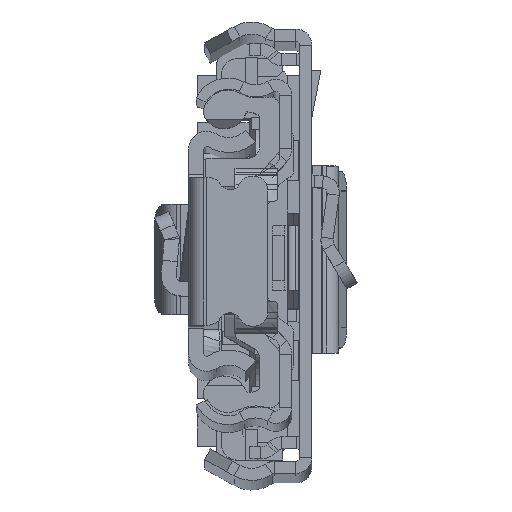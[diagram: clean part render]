
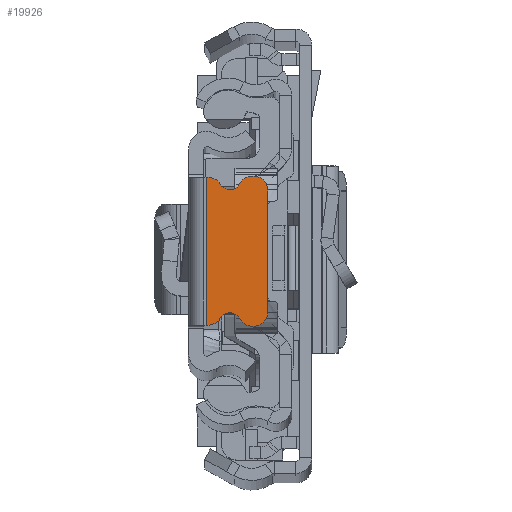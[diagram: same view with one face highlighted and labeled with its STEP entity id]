
A CAD part, top view. The second image highlights one B-rep face of the part: STEP entity #19926.
In plain terms, the highlighted planar face has unit normal (0, 0, 1).
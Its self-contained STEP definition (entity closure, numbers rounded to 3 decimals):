
#546 = DIRECTION ( 'NONE',  ( 0., 0., -1. ) ) ;
#1131 = CARTESIAN_POINT ( 'NONE',  ( -6.429, 6., 0. ) ) ;
#1991 = CARTESIAN_POINT ( 'NONE',  ( -7.929, 6., 0. ) ) ;
#2569 = DIRECTION ( 'NONE',  ( 1., 0., 0. ) ) ;
#2689 = CIRCLE ( 'NONE', #18443, 1.1 ) ;
#2793 = DIRECTION ( 'NONE',  ( 1., 0., 0. ) ) ;
#2998 = DIRECTION ( 'NONE',  ( 0., 0., 1. ) ) ;
#4155 = CIRCLE ( 'NONE', #5253, 1.5 ) ;
#4268 = CARTESIAN_POINT ( 'NONE',  ( -1.929, -7.37, 0. ) ) ;
#4311 = LINE ( 'NONE', #24435, #25686 ) ;
#4623 = CARTESIAN_POINT ( 'NONE',  ( -5.109, 6.713, 0. ) ) ;
#4910 = VERTEX_POINT ( 'NONE', #28979 ) ;
#4988 = LINE ( 'NONE', #8157, #12137 ) ;
#5253 = AXIS2_PLACEMENT_3D ( 'NONE', #31388, #17667, #25907 ) ;
#5518 = AXIS2_PLACEMENT_3D ( 'NONE', #16638, #13981, #2569 ) ;
#5789 = CIRCLE ( 'NONE', #10299, 1.1 ) ;
#5913 = FACE_OUTER_BOUND ( 'NONE', #29993, .T. ) ;
#6008 = AXIS2_PLACEMENT_3D ( 'NONE', #1131, #30850, #9249 ) ;
#6860 = DIRECTION ( 'NONE',  ( -1., 0., 0. ) ) ;
#6896 = CARTESIAN_POINT ( 'NONE',  ( -1.75, 7.37, 0. ) ) ;
#7293 = CARTESIAN_POINT ( 'NONE',  ( -3.206, -6.658, 0. ) ) ;
#8157 = CARTESIAN_POINT ( 'NONE',  ( -1.929, 7.37, 0. ) ) ;
#8325 = DIRECTION ( 'NONE',  ( 1., 0., 0. ) ) ;
#8377 = LINE ( 'NONE', #27333, #22264 ) ;
#9082 = EDGE_CURVE ( 'NONE', #10534, #18928, #4988, .T. ) ;
#9162 = CARTESIAN_POINT ( 'NONE',  ( -7.929, -6., 0. ) ) ;
#9249 = DIRECTION ( 'NONE',  ( -1., 0., 0. ) ) ;
#9675 = CARTESIAN_POINT ( 'NONE',  ( -4.142, -7.236, 0. ) ) ;
#9781 = ORIENTED_EDGE ( 'NONE', *, *, #20711, .T. ) ;
#9957 = ORIENTED_EDGE ( 'NONE', *, *, #19228, .T. ) ;
#10216 = EDGE_CURVE ( 'NONE', #18928, #18229, #4311, .T. ) ;
#10299 = AXIS2_PLACEMENT_3D ( 'NONE', #9675, #22990, #6860 ) ;
#10534 = VERTEX_POINT ( 'NONE', #15146 ) ;
#11022 = ORIENTED_EDGE ( 'NONE', *, *, #10216, .F. ) ;
#11048 = CARTESIAN_POINT ( 'NONE',  ( -1.929, -5.87, 0. ) ) ;
#11265 = VERTEX_POINT ( 'NONE', #1991 ) ;
#11631 = DIRECTION ( 'NONE',  ( 0., -1., 0. ) ) ;
#11700 = VECTOR ( 'NONE', #16628, 1000. ) ;
#12137 = VECTOR ( 'NONE', #8325, 1000. ) ;
#12735 = ORIENTED_EDGE ( 'NONE', *, *, #33780, .T. ) ;
#13392 = DIRECTION ( 'NONE',  ( 1., 0., 0. ) ) ;
#13436 = ORIENTED_EDGE ( 'NONE', *, *, #24760, .F. ) ;
#13748 = EDGE_CURVE ( 'NONE', #31354, #4910, #4155, .T. ) ;
#13981 = DIRECTION ( 'NONE',  ( 0., 0., 1. ) ) ;
#14039 = DIRECTION ( 'NONE',  ( 0., 0., 1. ) ) ;
#14100 = CARTESIAN_POINT ( 'NONE',  ( -4.142, 7.236, 0. ) ) ;
#14854 = ORIENTED_EDGE ( 'NONE', *, *, #33532, .T. ) ;
#15146 = CARTESIAN_POINT ( 'NONE',  ( -1.929, 7.37, 0. ) ) ;
#16628 = DIRECTION ( 'NONE',  ( -1., 0., 0. ) ) ;
#16638 = CARTESIAN_POINT ( 'NONE',  ( 542.771, 0., 0. ) ) ;
#16970 = DIRECTION ( 'NONE',  ( 0., -1., 0. ) ) ;
#17667 = DIRECTION ( 'NONE',  ( 0., 0., 1. ) ) ;
#18229 = VERTEX_POINT ( 'NONE', #19232 ) ;
#18443 = AXIS2_PLACEMENT_3D ( 'NONE', #14100, #546, #13392 ) ;
#18928 = VERTEX_POINT ( 'NONE', #6896 ) ;
#19228 = EDGE_CURVE ( 'NONE', #4910, #34496, #5789, .T. ) ;
#19232 = CARTESIAN_POINT ( 'NONE',  ( -1.75, -7.37, 0. ) ) ;
#19585 = CIRCLE ( 'NONE', #29690, 1.5 ) ;
#19926 = ADVANCED_FACE ( 'NONE', ( #5913 ), #27175, .T. ) ;
#20711 = EDGE_CURVE ( 'NONE', #34496, #33917, #19585, .T. ) ;
#21369 = LINE ( 'NONE', #29810, #11700 ) ;
#21490 = ORIENTED_EDGE ( 'NONE', *, *, #9082, .F. ) ;
#21514 = CARTESIAN_POINT ( 'NONE',  ( -3.206, 6.658, 0. ) ) ;
#21866 = CIRCLE ( 'NONE', #30892, 1.5 ) ;
#21946 = EDGE_CURVE ( 'NONE', #10534, #33352, #21866, .T. ) ;
#22264 = VECTOR ( 'NONE', #16970, 1000. ) ;
#22990 = DIRECTION ( 'NONE',  ( 0., 0., -1. ) ) ;
#23089 = ORIENTED_EDGE ( 'NONE', *, *, #13748, .T. ) ;
#23956 = VERTEX_POINT ( 'NONE', #4623 ) ;
#24435 = CARTESIAN_POINT ( 'NONE',  ( -1.75, 0., 0. ) ) ;
#24760 = EDGE_CURVE ( 'NONE', #18229, #33917, #21369, .T. ) ;
#25686 = VECTOR ( 'NONE', #11631, 1000. ) ;
#25907 = DIRECTION ( 'NONE',  ( 1., 0., 0. ) ) ;
#26801 = ORIENTED_EDGE ( 'NONE', *, *, #21946, .T. ) ;
#27175 = PLANE ( 'NONE',  #5518 ) ;
#27333 = CARTESIAN_POINT ( 'NONE',  ( -7.929, -6., 0. ) ) ;
#27701 = ORIENTED_EDGE ( 'NONE', *, *, #33342, .T. ) ;
#28979 = CARTESIAN_POINT ( 'NONE',  ( -5.109, -6.713, 0. ) ) ;
#29690 = AXIS2_PLACEMENT_3D ( 'NONE', #11048, #14039, #2793 ) ;
#29727 = DIRECTION ( 'NONE',  ( -1., 0., 0. ) ) ;
#29810 = CARTESIAN_POINT ( 'NONE',  ( -1.929, -7.37, 0. ) ) ;
#29993 = EDGE_LOOP ( 'NONE', ( #11022, #21490, #26801, #12735, #14854, #27701, #23089, #9957, #9781, #13436 ) ) ;
#30850 = DIRECTION ( 'NONE',  ( 0., 0., 1. ) ) ;
#30892 = AXIS2_PLACEMENT_3D ( 'NONE', #32400, #2998, #29727 ) ;
#31354 = VERTEX_POINT ( 'NONE', #9162 ) ;
#31388 = CARTESIAN_POINT ( 'NONE',  ( -6.429, -6., 0. ) ) ;
#32400 = CARTESIAN_POINT ( 'NONE',  ( -1.929, 5.87, 0. ) ) ;
#33342 = EDGE_CURVE ( 'NONE', #11265, #31354, #8377, .T. ) ;
#33352 = VERTEX_POINT ( 'NONE', #21514 ) ;
#33532 = EDGE_CURVE ( 'NONE', #23956, #11265, #34677, .T. ) ;
#33780 = EDGE_CURVE ( 'NONE', #33352, #23956, #2689, .T. ) ;
#33917 = VERTEX_POINT ( 'NONE', #4268 ) ;
#34496 = VERTEX_POINT ( 'NONE', #7293 ) ;
#34677 = CIRCLE ( 'NONE', #6008, 1.5 ) ;
